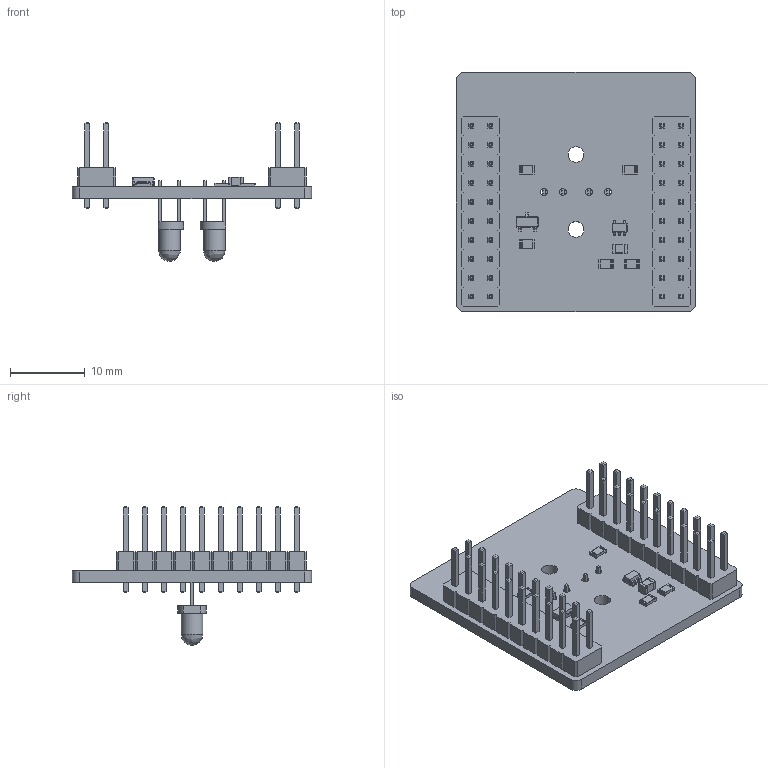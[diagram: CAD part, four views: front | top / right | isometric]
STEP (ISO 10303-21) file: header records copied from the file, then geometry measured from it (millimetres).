
FILE_DESCRIPTION(('KiCad electronic assembly'),'2;1');
FILE_NAME('ehz-adapter-v2.step','2020-10-04T19:44:02',('Pcbnew'),( 'Kicad'),'Open CASCADE STEP processor 7.4','KiCad to STEP converter' ,'Unknown');
FILE_SCHEMA(('AUTOMOTIVE_DESIGN { 1 0 10303 214 1 1 1 1 }'));
Length unit declared in the file: millimetre
Products named in the file (16): Open CASCADE STEP translator 7.4 1; SOT-23; SOLID; SOT-353_SC-70-5; R_0805_2012Metric; PinHeader_2x10_P2.54mm_Vertical; C_0805_2012Metric; LED_D3.0mm_IRBlack; LED_D3.0mm_Clear; COMPOUND
Assembly tree (20 placements, depth 3):
  Open CASCADE STEP translator 7.4 1
    SOT-23
      SOLID
    SOT-353_SC-70-5
      SOLID
    R_0805_2012Metric  x5
      SOLID
    PinHeader_2x10_P2.54mm_Vertical  x2
      SOLID
    C_0805_2012Metric
      SOLID
    LED_D3.0mm_IRBlack
      SOLID
    LED_D3.0mm_Clear
      SOLID
    COMPOUND
Bounding box: 32 x 32 x 18.54 mm (x, y, z)
Volume: 2456.5 mm3; surface area: 4394 mm2
Topology: 13 solids, 13 shells, 1274 faces, 3048 edges, 1886 vertices
Faces by surface type: bspline 1218, cylinder 50, plane 6
Full cylindrical faces by diameter (mm): 0.9 x4, 1 x40, 2.1 x2
Entity records: 45319 total; most frequent: CARTESIAN_POINT 15137, B_SPLINE_CURVE_WITH_KNOTS 4654, ORIENTED_EDGE 3576, PCURVE 3576, DEFINITIONAL_REPRESENTATION 3576, EDGE_CURVE 1788, SURFACE_CURVE 1738, VERTEX_POINT 1106
